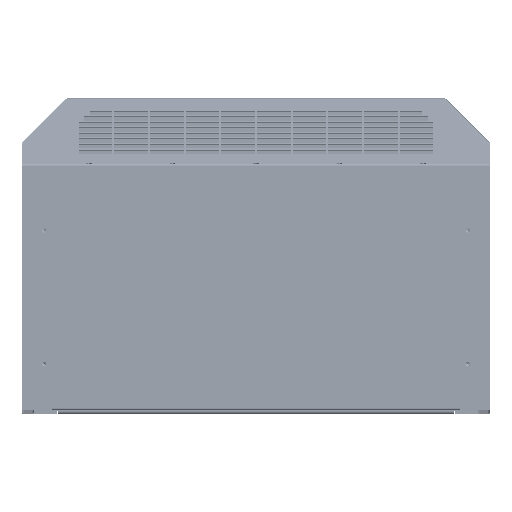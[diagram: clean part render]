
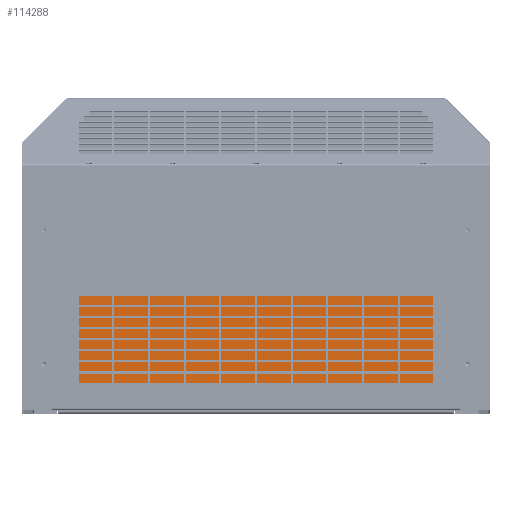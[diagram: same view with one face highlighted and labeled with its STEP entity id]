
A CAD part, top view. The second image highlights one B-rep face of the part: STEP entity #114288.
In plain terms, the highlighted face is planar.
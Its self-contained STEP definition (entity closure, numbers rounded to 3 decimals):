
#114209=DIRECTION('',(0.,0.,1.));
#114210=VECTOR('',#114209,108.);
#114211=CARTESIAN_POINT('',(-174.25,0.,-54.));
#114212=LINE('',#114211,#114210);
#114213=DIRECTION('',(-1.,0.,0.));
#114214=VECTOR('',#114213,348.5);
#114215=CARTESIAN_POINT('',(174.25,0.,-54.));
#114216=LINE('',#114215,#114214);
#114217=DIRECTION('',(0.,0.,-1.));
#114218=VECTOR('',#114217,108.);
#114219=CARTESIAN_POINT('',(174.25,0.,54.));
#114220=LINE('',#114219,#114218);
#114221=DIRECTION('',(1.,0.,0.));
#114222=VECTOR('',#114221,348.5);
#114223=CARTESIAN_POINT('',(-174.25,0.,54.));
#114224=LINE('',#114223,#114222);
#114257=CARTESIAN_POINT('',(-174.25,0.,-54.));
#114258=CARTESIAN_POINT('',(-174.25,0.,54.));
#114259=VERTEX_POINT('',#114257);
#114260=VERTEX_POINT('',#114258);
#114261=CARTESIAN_POINT('',(174.25,0.,54.));
#114262=VERTEX_POINT('',#114261);
#114263=CARTESIAN_POINT('',(174.25,0.,-54.));
#114264=VERTEX_POINT('',#114263);
#114273=CARTESIAN_POINT('',(0.,0.,0.));
#114274=DIRECTION('',(0.,1.,0.));
#114275=DIRECTION('',(1.,0.,0.));
#114276=AXIS2_PLACEMENT_3D('',#114273,#114274,#114275);
#114277=PLANE('',#114276);
#114279=ORIENTED_EDGE('',*,*,#114278,.F.);
#114281=ORIENTED_EDGE('',*,*,#114280,.F.);
#114283=ORIENTED_EDGE('',*,*,#114282,.F.);
#114285=ORIENTED_EDGE('',*,*,#114284,.F.);
#114286=EDGE_LOOP('',(#114279,#114281,#114283,#114285));
#114287=FACE_OUTER_BOUND('',#114286,.F.);
#114288=ADVANCED_FACE('',(#114287),#114277,.T.);
#114278=EDGE_CURVE('',#114259,#114260,#114212,.T.);
#114280=EDGE_CURVE('',#114264,#114259,#114216,.T.);
#114282=EDGE_CURVE('',#114262,#114264,#114220,.T.);
#114284=EDGE_CURVE('',#114260,#114262,#114224,.T.);
